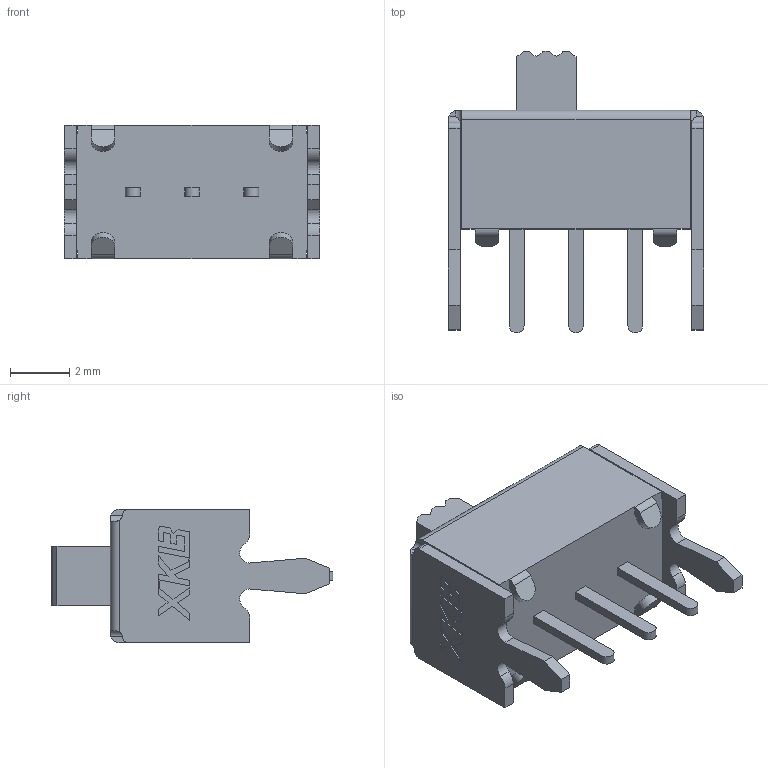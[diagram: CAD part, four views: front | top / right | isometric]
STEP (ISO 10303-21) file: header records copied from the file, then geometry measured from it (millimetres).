
FILE_DESCRIPTION(('STEP AP242'),'1');
FILE_NAME('ss12d07l2b.stp','2022-01-17T21:11:39',('TraceParts'),('TraceParts S.A.'),'Spatial InterOp 3D',' ',' ');
FILE_SCHEMA(('AP242_MANAGED_MODEL_BASED_3D_ENGINEERING_MIM_LF {1 0 10303 442 1 1 4}'));
Length unit declared in the file: millimetre
Products named in the file (1): ss12d07l2b
Bounding box: 8.6 x 9.5 x 4.5 mm (x, y, z)
Volume: 165.8 mm3; surface area: 264.8 mm2
Topology: 1 solids, 1 shells, 187 faces, 523 edges, 346 vertices
Faces by surface type: plane 132, cylinder 55
Entity records: 6034 total; most frequent: CARTESIAN_POINT 1125, ORIENTED_EDGE 1046, DIRECTION 993, EDGE_CURVE 523, LINE 397, VECTOR 397, VERTEX_POINT 346, AXIS2_PLACEMENT_3D 298
